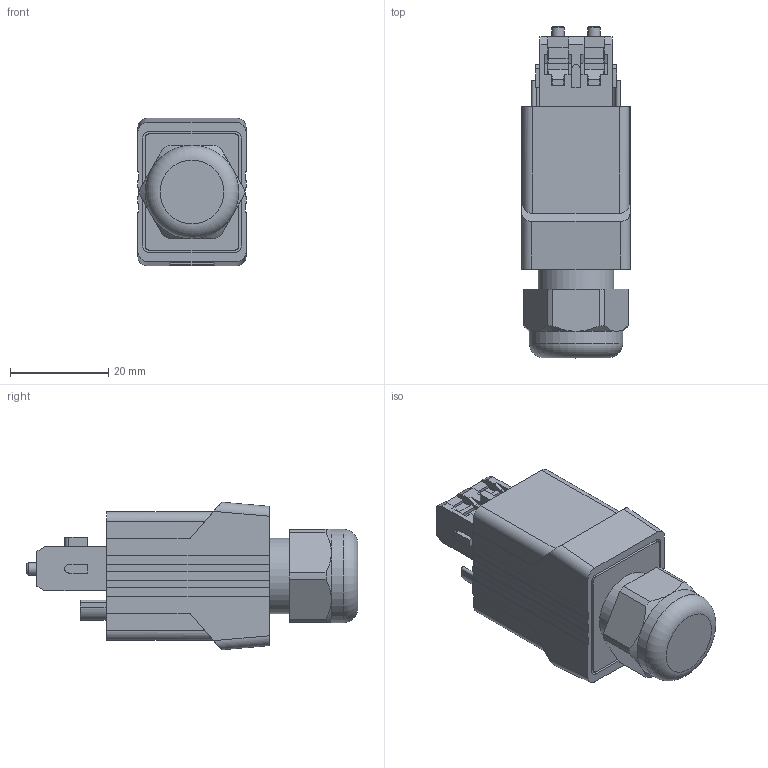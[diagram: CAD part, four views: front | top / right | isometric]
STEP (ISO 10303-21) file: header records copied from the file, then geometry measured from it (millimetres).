
FILE_DESCRIPTION (( 'STEP AP214' ), '1' );
FILE_NAME ('6GK19000MB006AA0_001_STEP.STEP', '2016-03-09T12:26:21', ( '' ), ( '' ), 'SwSTEP 2.0', 'SolidWorks 2014', '' );
FILE_SCHEMA (( 'AUTOMOTIVE_DESIGN' ));
Length unit declared in the file: millimetre
Products named in the file (2): 6GK19000MB006AA0_001_STEP; Body
Assembly tree (1 placements, depth 2):
  6GK19000MB006AA0_001_STEP
    Body
Bounding box: 22 x 67.53 x 30.03 mm (x, y, z)
Volume: 25597.6 mm3; surface area: 8543.9 mm2
Topology: 1 solids, 1 shells, 321 faces, 937 edges, 622 vertices
Faces by surface type: plane 269, cylinder 41, cone 10, torus 1
Full cylindrical faces by diameter (mm): 1.05 x2, 2.5 x2, 4.8 x2, 15.4 x1, 19 x1
Entity records: 11349 total; most frequent: CARTESIAN_POINT 1967, ORIENTED_EDGE 1832, DIRECTION 1622, EDGE_CURVE 916, LINE 812, VECTOR 812, VERTEX_POINT 614, AXIS2_PLACEMENT_3D 405
